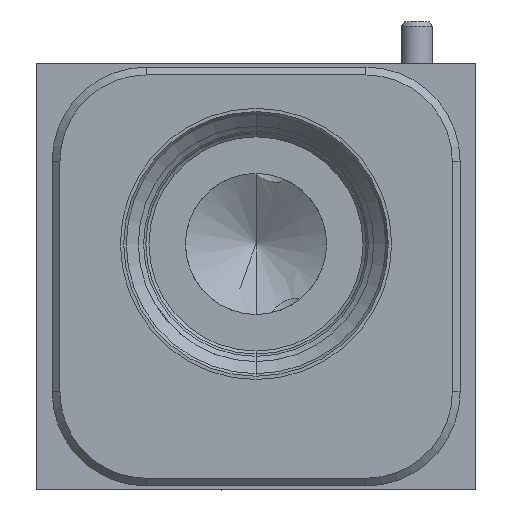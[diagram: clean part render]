
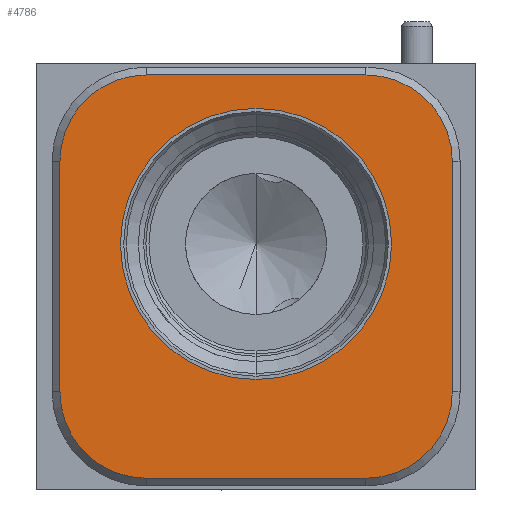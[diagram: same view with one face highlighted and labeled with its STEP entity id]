
A CAD part, front view. The second image highlights one B-rep face of the part: STEP entity #4786.
In plain terms, the highlighted planar face has unit normal (0, -1, 0).
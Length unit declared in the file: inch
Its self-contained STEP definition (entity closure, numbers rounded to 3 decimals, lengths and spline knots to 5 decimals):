
#1495=CARTESIAN_POINT('',(1.313,-5.375,1.309));
#1496=DIRECTION('',(0.,1.,0.));
#1497=DIRECTION('',(0.,0.,1.));
#1498=AXIS2_PLACEMENT_3D('',#1495,#1496,#1497);
#1509=CARTESIAN_POINT('',(0.875,-5.375,0.98));
#1510=DIRECTION('',(0.,1.,0.));
#1511=DIRECTION('',(0.,0.,-1.));
#1512=AXIS2_PLACEMENT_3D('',#1509,#1510,#1511);
#1514=CARTESIAN_POINT('',(0.875,-5.375,0.98));
#1515=DIRECTION('',(0.,1.,0.));
#1516=DIRECTION('',(0.,0.,1.));
#1517=AXIS2_PLACEMENT_3D('',#1514,#1515,#1516);
#1591=DIRECTION('',(0.,0.,-1.));
#1592=VECTOR('',#1591,0.918);
#1593=CARTESIAN_POINT('',(1.657,-5.375,1.309));
#1594=LINE('',#1593,#1592);
#1611=CARTESIAN_POINT('',(1.313,-5.375,0.391));
#1612=DIRECTION('',(0.,1.,0.));
#1613=DIRECTION('',(1.,0.,0.));
#1614=AXIS2_PLACEMENT_3D('',#1611,#1612,#1613);
#1629=DIRECTION('',(-1.,0.,0.));
#1630=VECTOR('',#1629,0.875);
#1631=CARTESIAN_POINT('',(1.313,-5.375,0.047));
#1632=LINE('',#1631,#1630);
#1645=CARTESIAN_POINT('',(0.438,-5.375,0.391));
#1646=DIRECTION('',(0.,1.,0.));
#1647=DIRECTION('',(0.,0.,-1.));
#1648=AXIS2_PLACEMENT_3D('',#1645,#1646,#1647);
#1659=DIRECTION('',(0.,0.,1.));
#1660=VECTOR('',#1659,0.918);
#1661=CARTESIAN_POINT('',(0.094,-5.375,0.391));
#1662=LINE('',#1661,#1660);
#1679=CARTESIAN_POINT('',(0.438,-5.375,1.309));
#1680=DIRECTION('',(0.,1.,0.));
#1681=DIRECTION('',(-1.,0.,0.));
#1682=AXIS2_PLACEMENT_3D('',#1679,#1680,#1681);
#1693=DIRECTION('',(1.,0.,0.));
#1694=VECTOR('',#1693,0.875);
#1695=CARTESIAN_POINT('',(0.438,-5.375,1.653));
#1696=LINE('',#1695,#1694);
#3795=CARTESIAN_POINT('',(0.875,-5.375,0.44));
#3796=CARTESIAN_POINT('',(0.875,-5.375,1.52));
#3797=VERTEX_POINT('',#3795);
#3798=VERTEX_POINT('',#3796);
#3847=CARTESIAN_POINT('',(1.313,-5.375,0.047));
#3848=CARTESIAN_POINT('',(0.438,-5.375,0.047));
#3849=VERTEX_POINT('',#3847);
#3850=VERTEX_POINT('',#3848);
#3855=CARTESIAN_POINT('',(0.094,-5.375,0.391));
#3856=VERTEX_POINT('',#3855);
#3859=CARTESIAN_POINT('',(0.094,-5.375,1.309));
#3860=VERTEX_POINT('',#3859);
#3863=CARTESIAN_POINT('',(0.438,-5.375,1.653));
#3864=VERTEX_POINT('',#3863);
#3867=CARTESIAN_POINT('',(1.313,-5.375,1.653));
#3868=VERTEX_POINT('',#3867);
#3871=CARTESIAN_POINT('',(1.657,-5.375,1.309));
#3872=VERTEX_POINT('',#3871);
#3875=CARTESIAN_POINT('',(1.657,-5.375,0.391));
#3876=VERTEX_POINT('',#3875);
#4758=CARTESIAN_POINT('',(0.,-5.375,0.));
#4759=DIRECTION('',(0.,-1.,0.));
#4760=DIRECTION('',(1.,0.,0.));
#4761=AXIS2_PLACEMENT_3D('',#4758,#4759,#4760);
#4762=PLANE('',#4761);
#4763=ORIENTED_EDGE('',*,*,#4748,.T.);
#4765=ORIENTED_EDGE('',*,*,#4764,.T.);
#4767=ORIENTED_EDGE('',*,*,#4766,.T.);
#4769=ORIENTED_EDGE('',*,*,#4768,.T.);
#4771=ORIENTED_EDGE('',*,*,#4770,.T.);
#4773=ORIENTED_EDGE('',*,*,#4772,.T.);
#4775=ORIENTED_EDGE('',*,*,#4774,.T.);
#4777=ORIENTED_EDGE('',*,*,#4776,.T.);
#4778=EDGE_LOOP('',(#4763,#4765,#4767,#4769,#4771,#4773,#4775,#4777));
#4779=FACE_OUTER_BOUND('',#4778,.F.);
#4781=ORIENTED_EDGE('',*,*,#4780,.F.);
#4783=ORIENTED_EDGE('',*,*,#4782,.F.);
#4784=EDGE_LOOP('',(#4781,#4783));
#4785=FACE_BOUND('',#4784,.F.);
#4786=ADVANCED_FACE('',(#4779,#4785),#4762,.T.);
#1499=CIRCLE('',#1498,0.344);
#1513=CIRCLE('',#1512,0.54);
#1518=CIRCLE('',#1517,0.54);
#1615=CIRCLE('',#1614,0.344);
#1649=CIRCLE('',#1648,0.344);
#1683=CIRCLE('',#1682,0.344);
#4748=EDGE_CURVE('',#3868,#3872,#1499,.T.);
#4764=EDGE_CURVE('',#3872,#3876,#1594,.T.);
#4766=EDGE_CURVE('',#3876,#3849,#1615,.T.);
#4768=EDGE_CURVE('',#3849,#3850,#1632,.T.);
#4770=EDGE_CURVE('',#3850,#3856,#1649,.T.);
#4772=EDGE_CURVE('',#3856,#3860,#1662,.T.);
#4774=EDGE_CURVE('',#3860,#3864,#1683,.T.);
#4776=EDGE_CURVE('',#3864,#3868,#1696,.T.);
#4780=EDGE_CURVE('',#3797,#3798,#1513,.T.);
#4782=EDGE_CURVE('',#3798,#3797,#1518,.T.);
